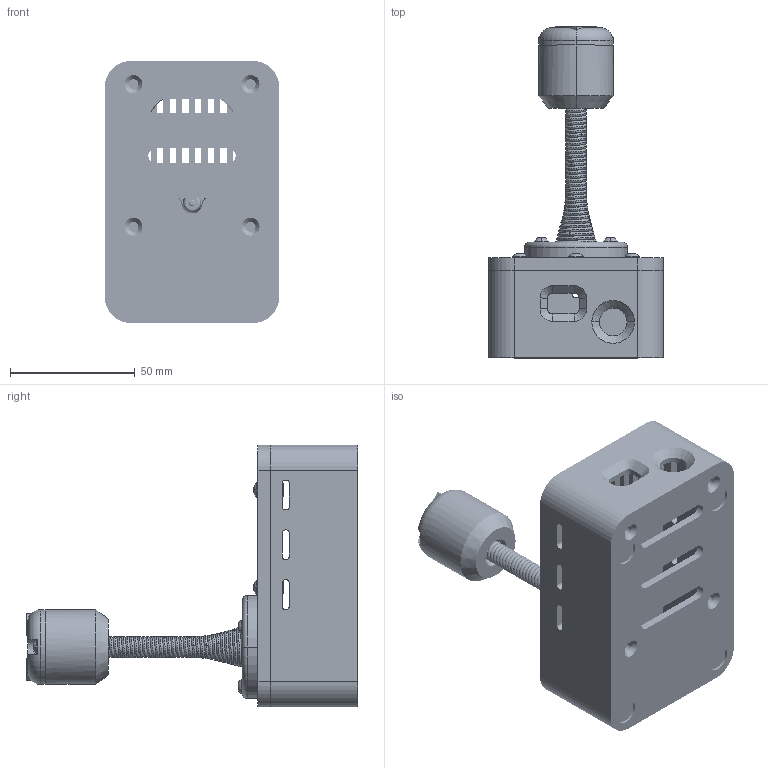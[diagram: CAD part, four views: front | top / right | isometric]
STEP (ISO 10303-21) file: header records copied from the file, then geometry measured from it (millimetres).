
FILE_DESCRIPTION((''),'2;1');
FILE_NAME('TWANG32_ASM','2019-06-06T08:38:03',('barto'),(''),'CREO PARAMETRIC BY PTC INC, 2019010','CREO PARAMETRIC BY PTC INC, 2019010','');
FILE_SCHEMA(('CONFIG_CONTROL_DESIGN','SHAPE_APPEARANCE_LAYERS_GROUPS'));
Products named in the file (11): TWANG32_CHASSIS; TWANG32_COVER_2; TWANG32_SPEAKER_CLAMP; SPRING_CLAMP; DOOR_SPRING; KNOB_BOTTOM_2; KNOB_CAP2; BHCSM310S; BHCSM314SB; TWANG32_COVER_2_ASM; TWANG32_ASM
Assembly tree (16 placements, depth 3):
  TWANG32_ASM
    TWANG32_CHASSIS
    TWANG32_COVER_2_ASM
      TWANG32_COVER_2
      TWANG32_SPEAKER_CLAMP
      SPRING_CLAMP
      DOOR_SPRING
      KNOB_BOTTOM_2
      KNOB_CAP2
      BHCSM310S  x5
      BHCSM314SB  x3
Bounding box: 69.85 x 133.1 x 105 mm (x, y, z)
Volume: 127483.4 mm3; surface area: 75609.8 mm2
Topology: 15 solids, 15 shells, 1417 faces, 3944 edges, 2570 vertices
Faces by surface type: cylinder 946, plane 246, cone 143, bspline 64, torus 10, sphere 8
Entity records: 62710 total; most frequent: CARTESIAN_POINT 39659, ORIENTED_EDGE 3880, DIRECTION 3286, EDGE_CURVE 1940, PRESENTATION_STYLE_ASSIGNMENT 1790, STYLED_ITEM 1790, CURVE_STYLE 1783, VERTEX_POINT 1246
